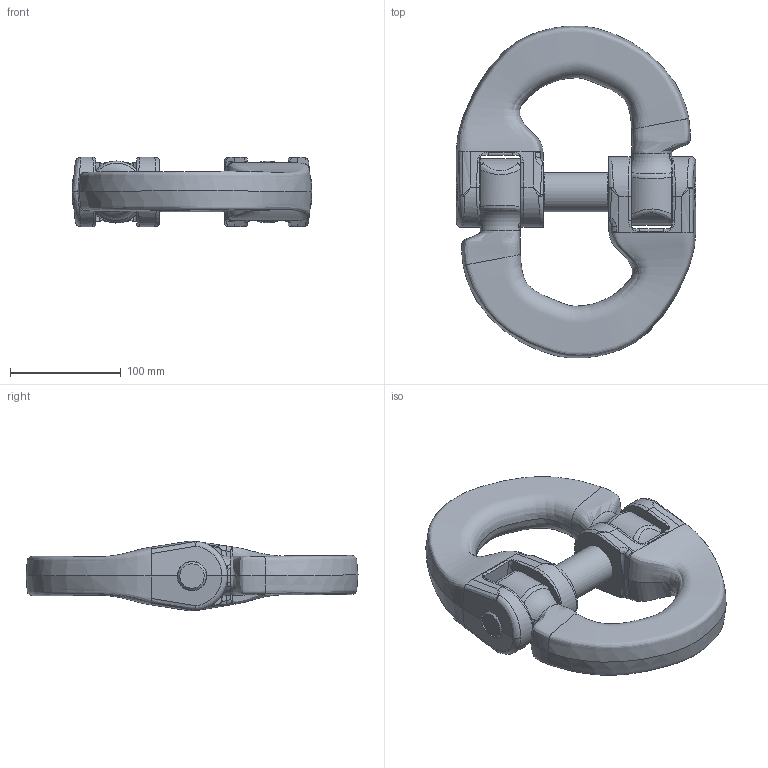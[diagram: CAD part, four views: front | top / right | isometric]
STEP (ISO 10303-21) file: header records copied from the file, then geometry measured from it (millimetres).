
FILE_DESCRIPTION(/* description */ (''),/* implementation_level */ '2;1');
FILE_NAME(/* name */ 'CW_32_asm Kundenmodell.stp',/* time_stamp */ '2016-02-01T16:20:06+01:00',/* author */ (''),/* organization */ (''),/* preprocessor_version */ 'ST-DEVELOPER v15',/* originating_system */ 'SIEMENS PLM Software NX 9.0',/* authorisation */ '');
FILE_SCHEMA (('AUTOMOTIVE_DESIGN { 1 0 10303 214 3 1 1 1 }'));
Length unit declared in the file: millimetre
Products named in the file (1): ZER0F14788Buxlw
Bounding box: 216.1 x 299.54 x 63 mm (x, y, z)
Volume: 1463312.9 mm3; surface area: 199947.3 mm2
Topology: 5 solids, 5 shells, 249 faces, 629 edges, 376 vertices
Faces by surface type: bspline 112, cylinder 51, plane 44, sphere 20, extrusion 8, cone 6, revolution 4, torus 4
Full cylindrical faces by diameter (mm): 26 x1, 26.5 x6
Entity records: 29516 total; most frequent: CARTESIAN_POINT 24474, ORIENTED_EDGE 1204, DIRECTION 798, EDGE_CURVE 602, VERTEX_POINT 370, AXIS2_PLACEMENT_3D 346, B_SPLINE_CURVE_WITH_KNOTS 294, EDGE_LOOP 268
